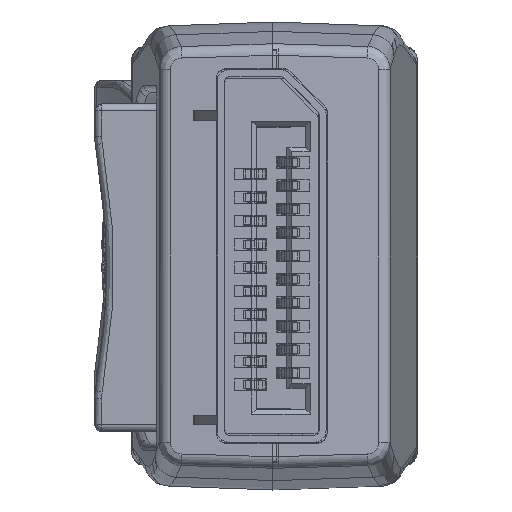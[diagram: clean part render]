
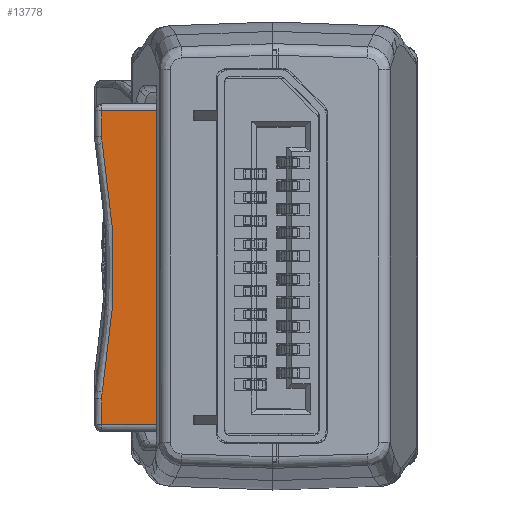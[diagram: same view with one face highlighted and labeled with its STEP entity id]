
A CAD part, left-side view. The second image highlights one B-rep face of the part: STEP entity #13778.
In plain terms, the highlighted face is planar.
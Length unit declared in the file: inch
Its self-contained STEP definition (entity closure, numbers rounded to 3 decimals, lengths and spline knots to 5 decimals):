
#528 = EDGE_CURVE ( 'NONE', #26828, #50444, #57802, .T. ) ;
#797 = CARTESIAN_POINT ( 'NONE',  ( 1.12177, -0.18916, -0.29358 ) ) ;
#1331 =( BOUNDED_CURVE ( )  B_SPLINE_CURVE ( 3, ( #54530, #18178, #38867, #60969, #17221, #68365 ),
 .UNSPECIFIED., .F., .F. ) 
 B_SPLINE_CURVE_WITH_KNOTS ( ( 4, 1, 1, 4 ),
 ( 0., 0.26696, 0.71773, 1. ),
 .UNSPECIFIED. ) 
 CURVE ( )  GEOMETRIC_REPRESENTATION_ITEM ( )  RATIONAL_B_SPLINE_CURVE ( ( 1.185, 1.185, 1.185, 1.185, 1.185, 1.185 ) ) 
 REPRESENTATION_ITEM ( '' )  );
#1525 = CARTESIAN_POINT ( 'NONE',  ( 1.12177, 0.24037, -0.29464 ) ) ;
#2498 = CARTESIAN_POINT ( 'NONE',  ( 1.12177, 0.22853, -0.29358 ) ) ;
#3684 = VERTEX_POINT ( 'NONE', #35895 ) ;
#3859 = CARTESIAN_POINT ( 'NONE',  ( 1.12177, -0.24409, -0.83571 ) ) ;
#4079 = CARTESIAN_POINT ( 'NONE',  ( 1.12177, 0.23251, -0.29422 ) ) ;
#4136 = VERTEX_POINT ( 'NONE', #61409 ) ;
#4616 = EDGE_CURVE ( 'NONE', #69325, #3684, #1331, .T. ) ;
#4844 = CARTESIAN_POINT ( 'NONE',  ( 1.12177, 0.28346, -0.18504 ) ) ;
#6224 = ORIENTED_EDGE ( 'NONE', *, *, #528, .F. ) ;
#8197 = CARTESIAN_POINT ( 'NONE',  ( 1.12177, -0.25591, -0.11024 ) ) ;
#8896 = DIRECTION ( 'NONE',  ( 0., 1., 0. ) ) ;
#12073 = CARTESIAN_POINT ( 'NONE',  ( 1.12177, -0.15517, -0.28747 ) ) ;
#13778 = ADVANCED_FACE ( 'NONE', ( #73756 ), #44622, .T. ) ;
#15937 = CARTESIAN_POINT ( 'NONE',  ( 1.12177, -0.24409, -0.18504 ) ) ;
#17221 = CARTESIAN_POINT ( 'NONE',  ( 1.12177, -0.19988, -0.29464 ) ) ;
#18178 = CARTESIAN_POINT ( 'NONE',  ( 1.12177, -0.1902, -0.29377 ) ) ;
#19405 = CARTESIAN_POINT ( 'NONE',  ( 1.12177, 0.22853, -0.29358 ) ) ;
#21439 = DIRECTION ( 'NONE',  ( 0., 1., 0. ) ) ;
#24415 = ORIENTED_EDGE ( 'NONE', *, *, #93986, .T. ) ;
#26828 = VERTEX_POINT ( 'NONE', #4844 ) ;
#31550 = CARTESIAN_POINT ( 'NONE',  ( 1.12177, -0.25591, -0.29464 ) ) ;
#33062 = VECTOR ( 'NONE', #77781, 39.37008 ) ;
#33744 = DIRECTION ( 'NONE',  ( 0., 0., -1. ) ) ;
#33869 = LINE ( 'NONE', #68622, #57916 ) ;
#35814 = ORIENTED_EDGE ( 'NONE', *, *, #51024, .F. ) ;
#35895 = CARTESIAN_POINT ( 'NONE',  ( 1.12177, -0.201, -0.29464 ) ) ;
#37862 = DIRECTION ( 'NONE',  ( 0., 0., -1. ) ) ;
#38867 = CARTESIAN_POINT ( 'NONE',  ( 1.12177, -0.19302, -0.29421 ) ) ;
#39591 =( BOUNDED_CURVE ( )  B_SPLINE_CURVE ( 3, ( #41104, #62871, #47882, #4079, #55164, #19405 ),
 .UNSPECIFIED., .F., .F. ) 
 B_SPLINE_CURVE_WITH_KNOTS ( ( 4, 1, 1, 4 ),
 ( 0., 0.26699, 0.71777, 1. ),
 .UNSPECIFIED. ) 
 CURVE ( )  GEOMETRIC_REPRESENTATION_ITEM ( )  RATIONAL_B_SPLINE_CURVE ( ( 1.185, 1.185, 1.185, 1.185, 1.185, 1.185 ) ) 
 REPRESENTATION_ITEM ( '' )  );
#41104 = CARTESIAN_POINT ( 'NONE',  ( 1.12177, 0.24037, -0.29464 ) ) ;
#42182 = ORIENTED_EDGE ( 'NONE', *, *, #81393, .T. ) ;
#44528 = LINE ( 'NONE', #3859, #33062 ) ;
#44622 = PLANE ( 'NONE',  #51442 ) ;
#46140 = CARTESIAN_POINT ( 'NONE',  ( 1.12177, 0.28346, -0.29464 ) ) ;
#46644 = CARTESIAN_POINT ( 'NONE',  ( 1.12177, -0.24409, -0.29464 ) ) ;
#47882 = CARTESIAN_POINT ( 'NONE',  ( 1.12177, 0.23647, -0.29457 ) ) ;
#50444 = VERTEX_POINT ( 'NONE', #46140 ) ;
#51024 = EDGE_CURVE ( 'NONE', #85286, #82419, #44528, .T. ) ;
#51442 = AXIS2_PLACEMENT_3D ( 'NONE', #8197, #52595, #37862 ) ;
#51488 = EDGE_CURVE ( 'NONE', #4136, #69325, #90227, .T. ) ;
#52595 = DIRECTION ( 'NONE',  ( 1., 0., 0. ) ) ;
#54261 = VERTEX_POINT ( 'NONE', #1525 ) ;
#54530 = CARTESIAN_POINT ( 'NONE',  ( 1.12177, -0.18916, -0.29358 ) ) ;
#54699 = ORIENTED_EDGE ( 'NONE', *, *, #4616, .F. ) ;
#55164 = CARTESIAN_POINT ( 'NONE',  ( 1.12177, 0.22963, -0.29378 ) ) ;
#55676 = VECTOR ( 'NONE', #8896, 39.37008 ) ;
#56732 = CARTESIAN_POINT ( 'NONE',  ( 1.12177, 0.28346, 0.62705 ) ) ;
#57802 = LINE ( 'NONE', #56732, #61212 ) ;
#57916 = VECTOR ( 'NONE', #76021, 39.37008 ) ;
#57939 = EDGE_CURVE ( 'NONE', #85286, #3684, #70620, .T. ) ;
#58313 = ORIENTED_EDGE ( 'NONE', *, *, #82516, .F. ) ;
#58353 = ORIENTED_EDGE ( 'NONE', *, *, #57939, .T. ) ;
#60969 = CARTESIAN_POINT ( 'NONE',  ( 1.12177, -0.19697, -0.29457 ) ) ;
#61212 = VECTOR ( 'NONE', #33744, 39.37008 ) ;
#61409 = CARTESIAN_POINT ( 'NONE',  ( 1.12177, 0.22853, -0.29358 ) ) ;
#62234 = CARTESIAN_POINT ( 'NONE',  ( 1.12177, 0.19461, -0.28748 ) ) ;
#62573 = CARTESIAN_POINT ( 'NONE',  ( 1.12177, -0.0857, -0.27809 ) ) ;
#62871 = CARTESIAN_POINT ( 'NONE',  ( 1.12177, 0.23932, -0.29464 ) ) ;
#66547 = VECTOR ( 'NONE', #21439, 39.37008 ) ;
#68365 = CARTESIAN_POINT ( 'NONE',  ( 1.12177, -0.201, -0.29464 ) ) ;
#68622 = CARTESIAN_POINT ( 'NONE',  ( 1.12177, 0.29528, -0.18504 ) ) ;
#69325 = VERTEX_POINT ( 'NONE', #797 ) ;
#70620 = LINE ( 'NONE', #31550, #55676 ) ;
#71389 = EDGE_LOOP ( 'NONE', ( #35814, #58353, #54699, #74350, #58313, #24415, #6224, #42182 ) ) ;
#73756 = FACE_OUTER_BOUND ( 'NONE', #71389, .T. ) ;
#74350 = ORIENTED_EDGE ( 'NONE', *, *, #51488, .F. ) ;
#76021 = DIRECTION ( 'NONE',  ( 0., -1., 0. ) ) ;
#77781 = DIRECTION ( 'NONE',  ( 0., 0., 1. ) ) ;
#78299 = CARTESIAN_POINT ( 'NONE',  ( 1.12177, 0.01979, -0.27334 ) ) ;
#81393 = EDGE_CURVE ( 'NONE', #26828, #82419, #33869, .T. ) ;
#82419 = VERTEX_POINT ( 'NONE', #15937 ) ;
#82516 = EDGE_CURVE ( 'NONE', #54261, #4136, #39591, .T. ) ;
#84366 = CARTESIAN_POINT ( 'NONE',  ( 1.12177, -0.18916, -0.29358 ) ) ;
#84935 = LINE ( 'NONE', #94700, #66547 ) ;
#85286 = VERTEX_POINT ( 'NONE', #46644 ) ;
#85296 = CARTESIAN_POINT ( 'NONE',  ( 1.12177, 0.12522, -0.27811 ) ) ;
#90227 =( BOUNDED_CURVE ( )  B_SPLINE_CURVE ( 3, ( #2498, #62234, #85296, #78299, #62573, #12073, #84366 ),
 .UNSPECIFIED., .F., .T. ) 
 B_SPLINE_CURVE_WITH_KNOTS ( ( 4, 1, 1, 1, 4 ),
 ( 0., 0.24625, 0.49974, 0.75323, 1. ),
 .UNSPECIFIED. ) 
 CURVE ( )  GEOMETRIC_REPRESENTATION_ITEM ( )  RATIONAL_B_SPLINE_CURVE ( ( 1.184, 1.184, 1.184, 1.184, 1.184, 1.184, 1.184 ) ) 
 REPRESENTATION_ITEM ( '' )  );
#93986 = EDGE_CURVE ( 'NONE', #54261, #50444, #84935, .T. ) ;
#94700 = CARTESIAN_POINT ( 'NONE',  ( 1.12177, -0.25591, -0.29464 ) ) ;
